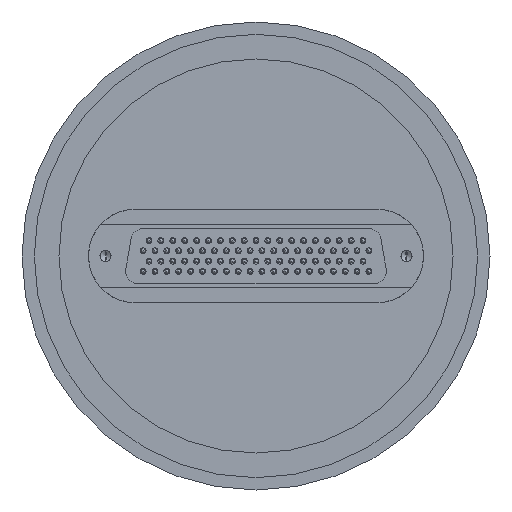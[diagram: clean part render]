
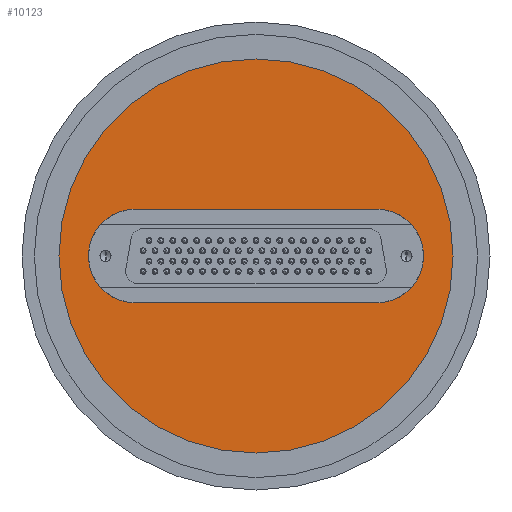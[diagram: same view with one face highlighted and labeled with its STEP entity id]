
A CAD part, front view. The second image highlights one B-rep face of the part: STEP entity #10123.
In plain terms, the highlighted planar face has unit normal (0, -1, 0).
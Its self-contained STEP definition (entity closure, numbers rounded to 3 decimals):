
#835 = EDGE_CURVE ( 'NONE', #10078, #15648, #1164, .T. ) ;
#988 = EDGE_LOOP ( 'NONE', ( #18290, #8610, #14767, #4381 ) ) ;
#1164 = CIRCLE ( 'NONE', #10542, 40. ) ;
#1684 = CARTESIAN_POINT ( 'NONE',  ( 0., -12., -40. ) ) ;
#2045 = AXIS2_PLACEMENT_3D ( 'NONE', #17747, #8399, #17647 ) ;
#2187 = CARTESIAN_POINT ( 'NONE',  ( 24.5, -12., 0. ) ) ;
#2291 = ORIENTED_EDGE ( 'NONE', *, *, #14862, .T. ) ;
#2532 = DIRECTION ( 'NONE',  ( -1., 0., 0. ) ) ;
#2686 = VERTEX_POINT ( 'NONE', #19374 ) ;
#3849 = CIRCLE ( 'NONE', #14528, 9.5 ) ;
#4381 = ORIENTED_EDGE ( 'NONE', *, *, #13409, .T. ) ;
#4499 = EDGE_CURVE ( 'NONE', #9605, #2686, #16321, .T. ) ;
#5539 = EDGE_CURVE ( 'NONE', #18958, #9605, #3849, .T. ) ;
#5640 = DIRECTION ( 'NONE',  ( 0., 1., 0. ) ) ;
#5646 = DIRECTION ( 'NONE',  ( 1., 0., 0. ) ) ;
#7213 = VECTOR ( 'NONE', #2532, 1000. ) ;
#8358 = FACE_BOUND ( 'NONE', #988, .T. ) ;
#8399 = DIRECTION ( 'NONE',  ( 0., -1., 0. ) ) ;
#8513 = CIRCLE ( 'NONE', #2045, 40. ) ;
#8610 = ORIENTED_EDGE ( 'NONE', *, *, #4499, .T. ) ;
#8644 = EDGE_LOOP ( 'NONE', ( #9820, #2291 ) ) ;
#9127 = AXIS2_PLACEMENT_3D ( 'NONE', #2187, #18959, #17520 ) ;
#9302 = DIRECTION ( 'NONE',  ( 0., 0., -1. ) ) ;
#9605 = VERTEX_POINT ( 'NONE', #9961 ) ;
#9638 = VECTOR ( 'NONE', #5646, 1000. ) ;
#9820 = ORIENTED_EDGE ( 'NONE', *, *, #835, .T. ) ;
#9961 = CARTESIAN_POINT ( 'NONE',  ( -24.5, -12., 9.5 ) ) ;
#10078 = VERTEX_POINT ( 'NONE', #1684 ) ;
#10123 = ADVANCED_FACE ( 'NONE', ( #8358, #11705 ), #11409, .T. ) ;
#10439 = CARTESIAN_POINT ( 'NONE',  ( 24.5, -12., -9.5 ) ) ;
#10542 = AXIS2_PLACEMENT_3D ( 'NONE', #10828, #13868, #9302 ) ;
#10828 = CARTESIAN_POINT ( 'NONE',  ( 0., -12., 0. ) ) ;
#11306 = CARTESIAN_POINT ( 'NONE',  ( 0., -12., -40. ) ) ;
#11409 = PLANE ( 'NONE',  #15951 ) ;
#11705 = FACE_OUTER_BOUND ( 'NONE', #8644, .T. ) ;
#11932 = VERTEX_POINT ( 'NONE', #10439 ) ;
#13026 = DIRECTION ( 'NONE',  ( 0., -1., 0. ) ) ;
#13077 = CARTESIAN_POINT ( 'NONE',  ( -24.5, -12., -9.5 ) ) ;
#13343 = CARTESIAN_POINT ( 'NONE',  ( -24.5, -12., 0. ) ) ;
#13409 = EDGE_CURVE ( 'NONE', #11932, #18958, #19798, .T. ) ;
#13868 = DIRECTION ( 'NONE',  ( 0., -1., 0. ) ) ;
#14132 = EDGE_CURVE ( 'NONE', #2686, #11932, #19528, .T. ) ;
#14528 = AXIS2_PLACEMENT_3D ( 'NONE', #13343, #5640, #16607 ) ;
#14767 = ORIENTED_EDGE ( 'NONE', *, *, #14132, .T. ) ;
#14862 = EDGE_CURVE ( 'NONE', #15648, #10078, #8513, .T. ) ;
#15648 = VERTEX_POINT ( 'NONE', #19939 ) ;
#15951 = AXIS2_PLACEMENT_3D ( 'NONE', #11306, #13026, #17508 ) ;
#16321 = LINE ( 'NONE', #19772, #9638 ) ;
#16607 = DIRECTION ( 'NONE',  ( 0., 0., 1. ) ) ;
#17508 = DIRECTION ( 'NONE',  ( 0., 0., -1. ) ) ;
#17520 = DIRECTION ( 'NONE',  ( 0., 0., 1. ) ) ;
#17647 = DIRECTION ( 'NONE',  ( 0., 0., -1. ) ) ;
#17747 = CARTESIAN_POINT ( 'NONE',  ( 0., -12., 0. ) ) ;
#17872 = CARTESIAN_POINT ( 'NONE',  ( -24.5, -12., -9.5 ) ) ;
#18290 = ORIENTED_EDGE ( 'NONE', *, *, #5539, .T. ) ;
#18958 = VERTEX_POINT ( 'NONE', #13077 ) ;
#18959 = DIRECTION ( 'NONE',  ( 0., 1., 0. ) ) ;
#19374 = CARTESIAN_POINT ( 'NONE',  ( 24.5, -12., 9.5 ) ) ;
#19528 = CIRCLE ( 'NONE', #9127, 9.5 ) ;
#19772 = CARTESIAN_POINT ( 'NONE',  ( -24.5, -12., 9.5 ) ) ;
#19798 = LINE ( 'NONE', #17872, #7213 ) ;
#19939 = CARTESIAN_POINT ( 'NONE',  ( 0., -12., 40. ) ) ;
